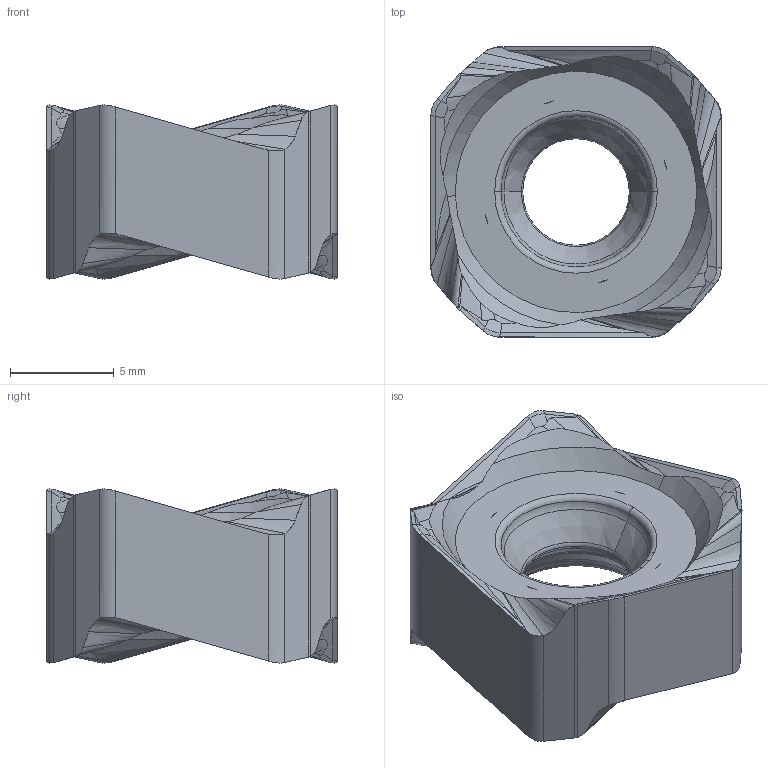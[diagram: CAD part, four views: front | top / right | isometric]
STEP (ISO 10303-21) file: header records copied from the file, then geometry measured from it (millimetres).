
FILE_DESCRIPTION(/* description */ (''),/* implementation_level */ '2;1');
FILE_NAME(/* name */ 'SNGU140812ANFR-L.stp',/* time_stamp */ '2021-09-07T08:28:41+09:00',/* author */ (''),/* organization */ (''),/* preprocessor_version */ 'ST-DEVELOPER v16',/* originating_system */ 'SIEMENS PLM Software NX 10.0',/* authorisation */ '');
FILE_SCHEMA (('AUTOMOTIVE_DESIGN { 1 0 10303 214 3 1 1 1 }'));
Length unit declared in the file: millimetre
Products named in the file (1): SNGU140812ANFR-L
Bounding box: 14 x 14 x 8.4 mm (x, y, z)
Volume: 750.1 mm3; surface area: 746.6 mm2
Topology: 1 solids, 1 shells, 251 faces, 694 edges, 492 vertices
Faces by surface type: bspline 182, cone 28, plane 15, torus 14, cylinder 12
Entity records: 20167 total; most frequent: CARTESIAN_POINT 15109, ORIENTED_EDGE 1316, EDGE_CURVE 658, B_SPLINE_CURVE_WITH_KNOTS 467, DIRECTION 449, VERTEX_POINT 418, EDGE_LOOP 262, ADVANCED_FACE 251
